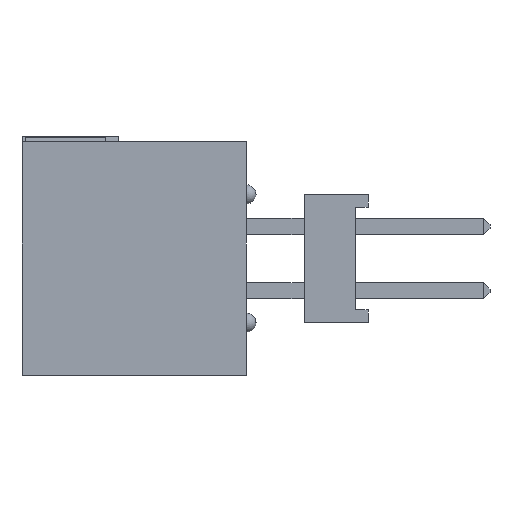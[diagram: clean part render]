
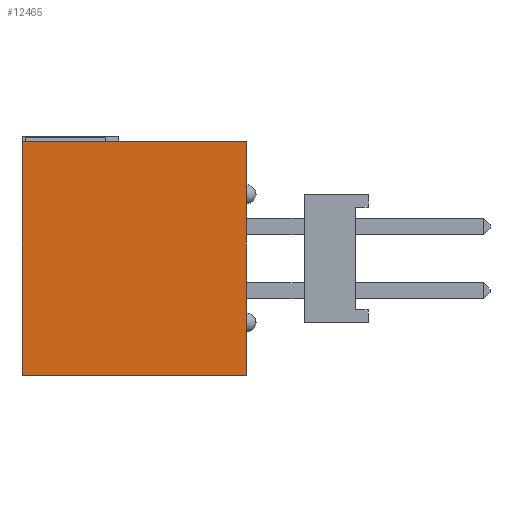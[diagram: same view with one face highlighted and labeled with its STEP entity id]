
A CAD part, left-side view. The second image highlights one B-rep face of the part: STEP entity #12465.
In plain terms, the highlighted planar face has unit normal (-1, 0, 0).
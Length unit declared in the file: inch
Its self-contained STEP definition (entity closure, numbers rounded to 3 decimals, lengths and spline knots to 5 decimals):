
#3081=ORIENTED_EDGE('',*,*,#5026,.T.);
#3082=ORIENTED_EDGE('',*,*,#4997,.F.);
#3083=ORIENTED_EDGE('',*,*,#5027,.F.);
#3084=ORIENTED_EDGE('',*,*,#5023,.T.);
#4997=EDGE_CURVE('',#6077,#6078,#7723,.T.);
#5023=EDGE_CURVE('',#6099,#6098,#7747,.T.);
#5026=EDGE_CURVE('',#6098,#6078,#7750,.T.);
#5027=EDGE_CURVE('',#6099,#6077,#7751,.T.);
#6077=VERTEX_POINT('',#19541);
#6078=VERTEX_POINT('',#19543);
#6098=VERTEX_POINT('',#19595);
#6099=VERTEX_POINT('',#19597);
#7723=LINE('',#19542,#9393);
#7747=LINE('',#19596,#9417);
#7750=LINE('',#19602,#9420);
#7751=LINE('',#19603,#9421);
#9393=VECTOR('',#16137,39.37008);
#9417=VECTOR('',#16179,39.37008);
#9420=VECTOR('',#16184,39.37008);
#9421=VECTOR('',#16185,39.37008);
#10221=EDGE_LOOP('',(#3081,#3082,#3083,#3084));
#11053=FACE_BOUND('',#10221,.T.);
#11786=PLANE('',#13202);
#12465=ADVANCED_FACE('',(#11053),#11786,.F.);
#13202=AXIS2_PLACEMENT_3D('',#19601,#16182,#16183);
#16137=DIRECTION('',(0.,-1.,0.));
#16179=DIRECTION('',(0.,-1.,0.));
#16182=DIRECTION('',(1.,0.,0.));
#16183=DIRECTION('',(0.,0.,-1.));
#16184=DIRECTION('',(0.,0.,1.));
#16185=DIRECTION('',(0.,0.,1.));
#19541=CARTESIAN_POINT('',(-0.675,0.35,0.1825));
#19542=CARTESIAN_POINT('',(-0.675,0.35,0.1825));
#19543=CARTESIAN_POINT('',(-0.675,0.,0.1825));
#19595=CARTESIAN_POINT('',(-0.675,0.,-0.1825));
#19596=CARTESIAN_POINT('',(-0.675,0.35,-0.1825));
#19597=CARTESIAN_POINT('',(-0.675,0.35,-0.1825));
#19601=CARTESIAN_POINT('',(-0.675,0.35,-0.1825));
#19602=CARTESIAN_POINT('',(-0.675,0.,-0.1825));
#19603=CARTESIAN_POINT('',(-0.675,0.35,-0.1825));
